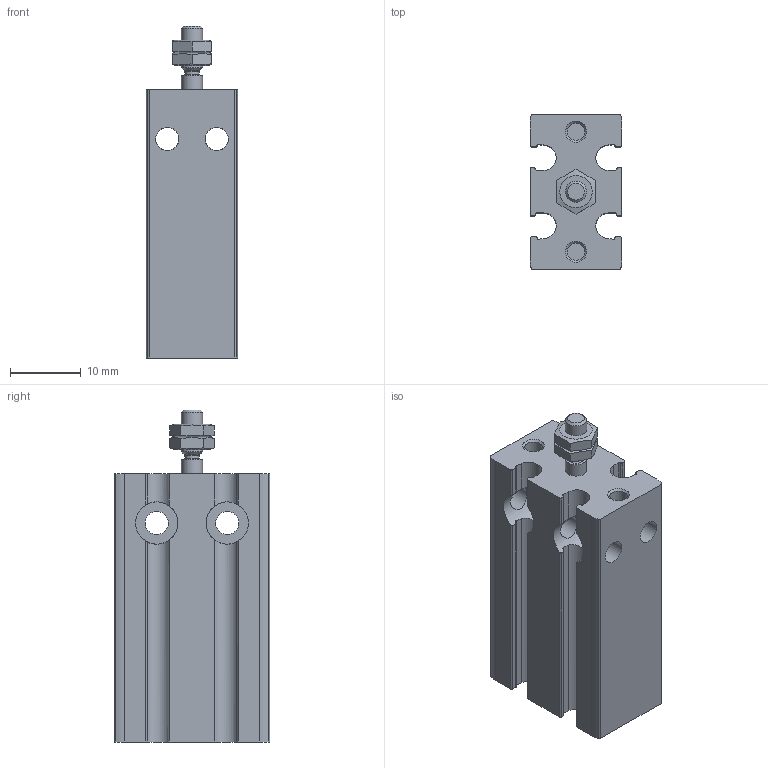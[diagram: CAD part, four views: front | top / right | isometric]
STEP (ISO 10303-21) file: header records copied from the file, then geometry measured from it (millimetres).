
FILE_DESCRIPTION(/* description */ ('STEP AP214'),/* implementation_level */ '2;1');
FILE_NAME(/* name */ '4830909_DPDM-6-5-S-PA',/* time_stamp */ '2024-08-20T20:51:51+02:00',/* author */ ('License CC BY-ND 4.0'),/* organization */ ('CADENAS'),/* preprocessor_version */ 'ST-DEVELOPER v19.3',/* originating_system */ 'PARTsolutions',/* authorisation */ ' ');
FILE_SCHEMA (('AUTOMOTIVE_DESIGN {1 0 10303 214 3 1 1}'));
Length unit declared in the file: millimetre
Products named in the file (5): 4830909 DPDM-6-5-S-PA---(0); 4674228 DPDM-5-S---(h); 338480 M5-0.6; 4674228 DPDM-5-S---(r); ISO 4035 M3(F)
Assembly tree (5 placements, depth 2):
  4830909 DPDM-6-5-S-PA---(0)
    4674228 DPDM-5-S---(h)
    338480 M5-0.6
    4674228 DPDM-5-S---(r)
    ISO 4035 M3(F)  x2
Bounding box: 13 x 22 x 47 mm (x, y, z)
Volume: 8349.3 mm3; surface area: 5717.6 mm2
Topology: 5 solids, 5 shells, 199 faces, 519 edges, 341 vertices
Faces by surface type: cylinder 96, plane 81, cone 20, torus 2
Full cylindrical faces by diameter (mm): 0.6 x1, 2 x1, 2.459 x6, 2.5 x2, 3 x3, 3.3 x8, 4 x1, 4.134 x2, 5 x1, 6 x6, 7 x1
Entity records: 5759 total; most frequent: CARTESIAN_POINT 1258, DIRECTION 912, ORIENTED_EDGE 850, EDGE_CURVE 425, AXIS2_PLACEMENT_3D 371, VERTEX_POINT 309, FACE_BOUND 268, EDGE_LOOP 266
